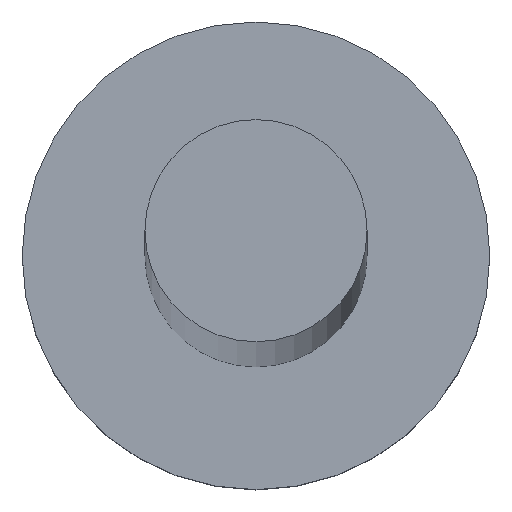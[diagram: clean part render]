
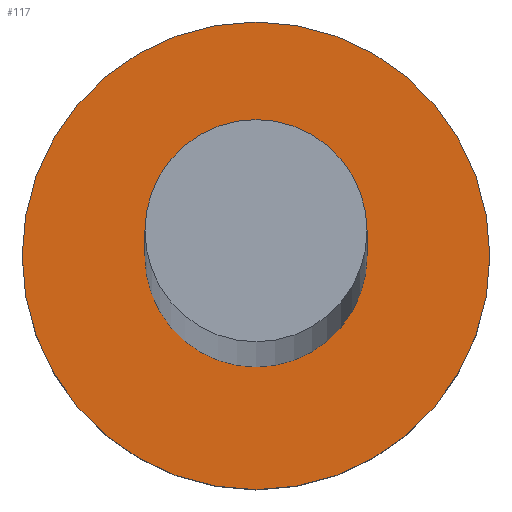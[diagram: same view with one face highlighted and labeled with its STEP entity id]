
A CAD part, top view. The second image highlights one B-rep face of the part: STEP entity #117.
In plain terms, the highlighted planar face has unit normal (0, 0, 1).
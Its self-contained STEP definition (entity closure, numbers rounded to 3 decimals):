
#1 = EDGE_LOOP ( 'NONE', ( #166, #83 ) ) ;
#9 = VERTEX_POINT ( 'NONE', #207 ) ;
#14 = CARTESIAN_POINT ( 'NONE',  ( 0., 0., 1.5 ) ) ;
#17 = FACE_BOUND ( 'NONE', #47, .T. ) ;
#25 = VERTEX_POINT ( 'NONE', #148 ) ;
#35 = CARTESIAN_POINT ( 'NONE',  ( 0., 0., 1.5 ) ) ;
#40 = EDGE_CURVE ( 'NONE', #9, #212, #241, .T. ) ;
#41 = DIRECTION ( 'NONE',  ( 0., 0., 1. ) ) ;
#44 = DIRECTION ( 'NONE',  ( 1., 0., 0. ) ) ;
#46 = ORIENTED_EDGE ( 'NONE', *, *, #238, .F. ) ;
#47 = EDGE_LOOP ( 'NONE', ( #46, #215 ) ) ;
#49 = DIRECTION ( 'NONE',  ( 0., 0., 1. ) ) ;
#66 = CIRCLE ( 'NONE', #236, 2. ) ;
#83 = ORIENTED_EDGE ( 'NONE', *, *, #132, .T. ) ;
#87 = AXIS2_PLACEMENT_3D ( 'NONE', #208, #41, #191 ) ;
#90 = EDGE_CURVE ( 'NONE', #25, #177, #246, .T. ) ;
#92 = DIRECTION ( 'NONE',  ( 0., 0., 1. ) ) ;
#102 = AXIS2_PLACEMENT_3D ( 'NONE', #14, #203, #190 ) ;
#104 = CARTESIAN_POINT ( 'NONE',  ( 2., 0., 1.5 ) ) ;
#109 = DIRECTION ( 'NONE',  ( 1., 0., 0. ) ) ;
#117 = ADVANCED_FACE ( 'NONE', ( #17, #228 ), #201, .T. ) ;
#132 = EDGE_CURVE ( 'NONE', #212, #9, #66, .T. ) ;
#136 = AXIS2_PLACEMENT_3D ( 'NONE', #35, #49, #198 ) ;
#141 = CARTESIAN_POINT ( 'NONE',  ( -0.95, 0., 1.5 ) ) ;
#148 = CARTESIAN_POINT ( 'NONE',  ( 0.95, 0., 1.5 ) ) ;
#166 = ORIENTED_EDGE ( 'NONE', *, *, #40, .T. ) ;
#177 = VERTEX_POINT ( 'NONE', #141 ) ;
#190 = DIRECTION ( 'NONE',  ( 1., 0., 0. ) ) ;
#191 = DIRECTION ( 'NONE',  ( 1., 0., 0. ) ) ;
#196 = CIRCLE ( 'NONE', #87, 0.95 ) ;
#198 = DIRECTION ( 'NONE',  ( 1., 0., 0. ) ) ;
#201 = PLANE ( 'NONE',  #102 ) ;
#203 = DIRECTION ( 'NONE',  ( 0., 0., 1. ) ) ;
#207 = CARTESIAN_POINT ( 'NONE',  ( -2., 0., 1.5 ) ) ;
#208 = CARTESIAN_POINT ( 'NONE',  ( 0., 0., 1.5 ) ) ;
#211 = CARTESIAN_POINT ( 'NONE',  ( 0., 0., 1.5 ) ) ;
#212 = VERTEX_POINT ( 'NONE', #104 ) ;
#215 = ORIENTED_EDGE ( 'NONE', *, *, #90, .F. ) ;
#218 = CARTESIAN_POINT ( 'NONE',  ( 0., 0., 1.5 ) ) ;
#228 = FACE_OUTER_BOUND ( 'NONE', #1, .T. ) ;
#230 = DIRECTION ( 'NONE',  ( 0., 0., 1. ) ) ;
#236 = AXIS2_PLACEMENT_3D ( 'NONE', #211, #230, #44 ) ;
#238 = EDGE_CURVE ( 'NONE', #177, #25, #196, .T. ) ;
#241 = CIRCLE ( 'NONE', #136, 2. ) ;
#246 = CIRCLE ( 'NONE', #252, 0.95 ) ;
#252 = AXIS2_PLACEMENT_3D ( 'NONE', #218, #92, #109 ) ;
